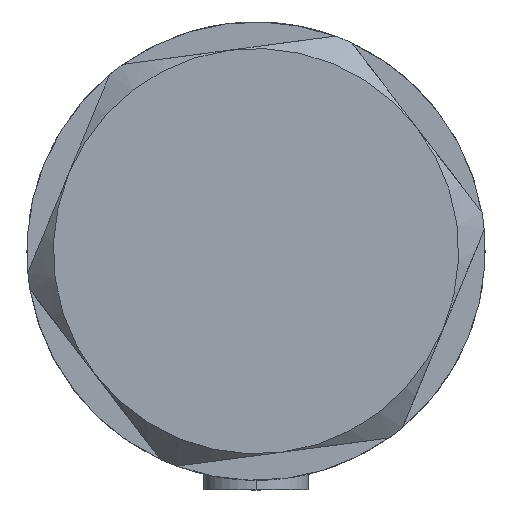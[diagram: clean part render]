
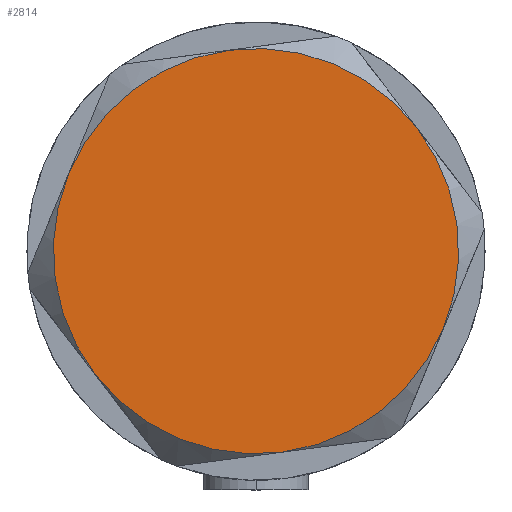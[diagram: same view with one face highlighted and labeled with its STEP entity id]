
A CAD part, left-side view. The second image highlights one B-rep face of the part: STEP entity #2814.
In plain terms, the highlighted face is planar.
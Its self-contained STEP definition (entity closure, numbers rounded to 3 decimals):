
#15 = ORIENTED_EDGE ( 'NONE', *, *, #2372, .T. ) ;
#17 = AXIS2_PLACEMENT_3D ( 'NONE', #4430, #1704, #3317 ) ;
#21 = AXIS2_PLACEMENT_3D ( 'NONE', #1749, #204, #2238 ) ;
#132 = EDGE_CURVE ( 'NONE', #3836, #4624, #4870, .T. ) ;
#204 = DIRECTION ( 'NONE',  ( 0., 0., 1. ) ) ;
#341 = CARTESIAN_POINT ( 'NONE',  ( -11.5, 19.919, 9. ) ) ;
#509 = VERTEX_POINT ( 'NONE', #4533 ) ;
#565 = CARTESIAN_POINT ( 'NONE',  ( 0., 0., 9. ) ) ;
#804 = DIRECTION ( 'NONE',  ( 1., 0., 0. ) ) ;
#839 = ORIENTED_EDGE ( 'NONE', *, *, #4293, .T. ) ;
#1002 = CARTESIAN_POINT ( 'NONE',  ( 11.5, -19.919, 9. ) ) ;
#1044 = CIRCLE ( 'NONE', #17, 23. ) ;
#1344 = EDGE_CURVE ( 'NONE', #2799, #3836, #2035, .T. ) ;
#1376 = AXIS2_PLACEMENT_3D ( 'NONE', #5161, #4164, #4566 ) ;
#1672 = CARTESIAN_POINT ( 'NONE',  ( 0., 0., 9. ) ) ;
#1698 = AXIS2_PLACEMENT_3D ( 'NONE', #565, #2170, #1831 ) ;
#1704 = DIRECTION ( 'NONE',  ( 0., 0., 1. ) ) ;
#1725 = VERTEX_POINT ( 'NONE', #4035 ) ;
#1749 = CARTESIAN_POINT ( 'NONE',  ( 0., 0., 9. ) ) ;
#1761 = DIRECTION ( 'NONE',  ( 1., 0., 0. ) ) ;
#1831 = DIRECTION ( 'NONE',  ( 1., 0., 0. ) ) ;
#2035 = CIRCLE ( 'NONE', #1376, 23. ) ;
#2080 = CARTESIAN_POINT ( 'NONE',  ( 0., 0., 9. ) ) ;
#2135 = DIRECTION ( 'NONE',  ( 0., 0., 1. ) ) ;
#2170 = DIRECTION ( 'NONE',  ( 0., 0., 1. ) ) ;
#2222 = CARTESIAN_POINT ( 'NONE',  ( 23., 0., 9. ) ) ;
#2238 = DIRECTION ( 'NONE',  ( 1., 0., 0. ) ) ;
#2372 = EDGE_CURVE ( 'NONE', #3689, #509, #4626, .T. ) ;
#2430 = AXIS2_PLACEMENT_3D ( 'NONE', #4115, #2135, #3753 ) ;
#2620 = EDGE_LOOP ( 'NONE', ( #3571, #2854, #3021, #15, #839, #4574 ) ) ;
#2799 = VERTEX_POINT ( 'NONE', #1002 ) ;
#2814 = ADVANCED_FACE ( 'NONE', ( #5114 ), #4259, .T. ) ;
#2854 = ORIENTED_EDGE ( 'NONE', *, *, #132, .T. ) ;
#2874 = CIRCLE ( 'NONE', #1698, 23. ) ;
#2985 = CARTESIAN_POINT ( 'NONE',  ( 11.5, 19.919, 9. ) ) ;
#3021 = ORIENTED_EDGE ( 'NONE', *, *, #3797, .T. ) ;
#3032 = AXIS2_PLACEMENT_3D ( 'NONE', #2080, #4139, #1761 ) ;
#3317 = DIRECTION ( 'NONE',  ( 1., 0., 0. ) ) ;
#3571 = ORIENTED_EDGE ( 'NONE', *, *, #1344, .T. ) ;
#3689 = VERTEX_POINT ( 'NONE', #341 ) ;
#3753 = DIRECTION ( 'NONE',  ( 1., 0., 0. ) ) ;
#3797 = EDGE_CURVE ( 'NONE', #4624, #3689, #1044, .T. ) ;
#3836 = VERTEX_POINT ( 'NONE', #2222 ) ;
#4035 = CARTESIAN_POINT ( 'NONE',  ( -11.5, -19.919, 9. ) ) ;
#4115 = CARTESIAN_POINT ( 'NONE',  ( 0., 0., 9. ) ) ;
#4139 = DIRECTION ( 'NONE',  ( 0., 0., 1. ) ) ;
#4164 = DIRECTION ( 'NONE',  ( 0., 0., 1. ) ) ;
#4259 = PLANE ( 'NONE',  #4717 ) ;
#4293 = EDGE_CURVE ( 'NONE', #509, #1725, #5140, .T. ) ;
#4300 = EDGE_CURVE ( 'NONE', #1725, #2799, #2874, .T. ) ;
#4430 = CARTESIAN_POINT ( 'NONE',  ( 0., 0., 9. ) ) ;
#4533 = CARTESIAN_POINT ( 'NONE',  ( -23., 0., 9. ) ) ;
#4566 = DIRECTION ( 'NONE',  ( 1., 0., 0. ) ) ;
#4574 = ORIENTED_EDGE ( 'NONE', *, *, #4300, .T. ) ;
#4624 = VERTEX_POINT ( 'NONE', #2985 ) ;
#4626 = CIRCLE ( 'NONE', #3032, 23. ) ;
#4717 = AXIS2_PLACEMENT_3D ( 'NONE', #1672, #5055, #804 ) ;
#4870 = CIRCLE ( 'NONE', #2430, 23. ) ;
#5055 = DIRECTION ( 'NONE',  ( 0., 0., 1. ) ) ;
#5114 = FACE_OUTER_BOUND ( 'NONE', #2620, .T. ) ;
#5140 = CIRCLE ( 'NONE', #21, 23. ) ;
#5161 = CARTESIAN_POINT ( 'NONE',  ( 0., 0., 9. ) ) ;
